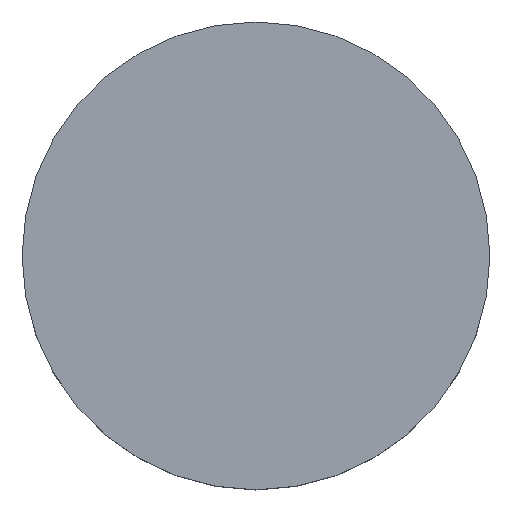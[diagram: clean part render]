
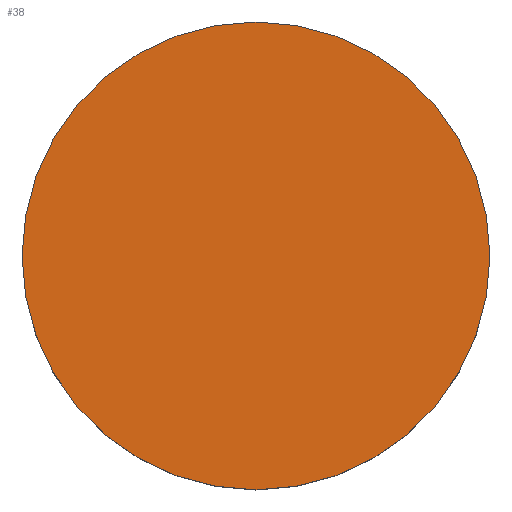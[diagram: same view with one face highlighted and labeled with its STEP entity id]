
A CAD part, top view. The second image highlights one B-rep face of the part: STEP entity #38.
In plain terms, the highlighted planar face has unit normal (0, 0, 1).
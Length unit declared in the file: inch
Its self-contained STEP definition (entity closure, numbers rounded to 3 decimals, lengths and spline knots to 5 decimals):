
#15 = DIRECTION ( 'NONE',  ( 1., 0., 0. ) ) ;
#16 = DIRECTION ( 'NONE',  ( 0., 0., 1. ) ) ;
#17 = CARTESIAN_POINT ( 'NONE',  ( -0.04151, -0.00365, 0.1425 ) ) ;
#18 = AXIS2_PLACEMENT_3D ( 'NONE', #17, #16, #15 ) ;
#19 = PLANE ( 'NONE',  #18 ) ;
#23 = EDGE_CURVE ( 'NONE', #24, #25, #71, .T. ) ;
#24 = VERTEX_POINT ( 'NONE', #118 ) ;
#25 = VERTEX_POINT ( 'NONE', #117 ) ;
#35 = EDGE_CURVE ( 'NONE', #25, #24, #100, .T. ) ;
#38 = ADVANCED_FACE ( 'NONE', ( #95 ), #19, .T. ) ;
#39 = EDGE_LOOP ( 'NONE', ( #40, #41 ) ) ;
#40 = ORIENTED_EDGE ( 'NONE', *, *, #35, .T. ) ;
#41 = ORIENTED_EDGE ( 'NONE', *, *, #23, .T. ) ;
#71 = CIRCLE ( 'NONE', #122, 0.5 ) ;
#95 = FACE_OUTER_BOUND ( 'NONE', #39, .T. ) ;
#96 = DIRECTION ( 'NONE',  ( 1., 0., 0. ) ) ;
#97 = DIRECTION ( 'NONE',  ( 0., 0., 1. ) ) ;
#98 = CARTESIAN_POINT ( 'NONE',  ( -0.04151, -0.00365, 0.1425 ) ) ;
#99 = AXIS2_PLACEMENT_3D ( 'NONE', #98, #97, #96 ) ;
#100 = CIRCLE ( 'NONE', #99, 0.5 ) ;
#117 = CARTESIAN_POINT ( 'NONE',  ( -0.54151, -0.00365, 0.1425 ) ) ;
#118 = CARTESIAN_POINT ( 'NONE',  ( 0.45849, -0.00365, 0.1425 ) ) ;
#119 = DIRECTION ( 'NONE',  ( 1., 0., 0. ) ) ;
#120 = DIRECTION ( 'NONE',  ( 0., 0., 1. ) ) ;
#121 = CARTESIAN_POINT ( 'NONE',  ( -0.04151, -0.00365, 0.1425 ) ) ;
#122 = AXIS2_PLACEMENT_3D ( 'NONE', #121, #120, #119 ) ;
